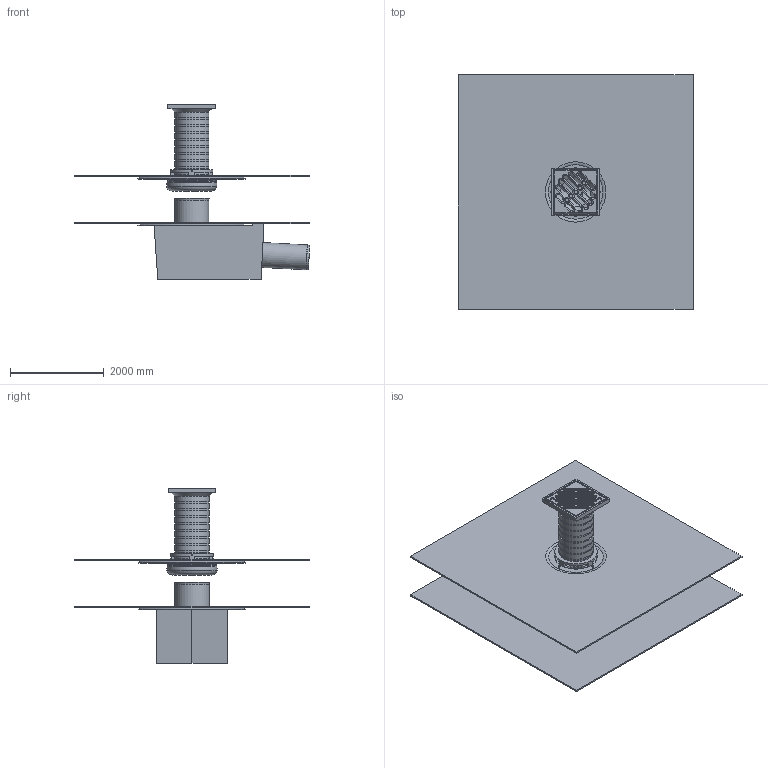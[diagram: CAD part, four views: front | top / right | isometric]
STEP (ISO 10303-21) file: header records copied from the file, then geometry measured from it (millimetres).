
FILE_DESCRIPTION(/* description */ (''),/* implementation_level */ '2;1');
FILE_NAME(/* name */ '15582.050X_3D.stp',/* time_stamp */ '2024-12-12T06:54:40+01:00',/* author */ ('CAD'),/* organization */ (''),/* preprocessor_version */ 'ST-DEVELOPER v20',/* originating_system */ 'AutoCAD Mechanical',/* authorisation */ '');
FILE_SCHEMA (('AUTOMOTIVE_DESIGN { 1 0 10303 214 3 1 1 }'));
Length unit declared in the file: centimetre
Products named in the file (2): Product; *S0
Assembly tree (1 placements, depth 2):
  Product
    *S0
Bounding box: 5013.61 x 5000 x 3726.3 mm (x, y, z)
Volume: 4900741311.4 mm3; surface area: 176178540.3 mm2
Topology: 18 solids, 18 shells, 688 faces, 1680 edges, 1065 vertices
Faces by surface type: plane 220, cylinder 215, torus 139, cone 84, sphere 22, bspline 8
Full cylindrical faces by diameter (mm): 20 x16, 35 x2, 80 x4, 85 x2, 499.993 x2, 529.993 x2, 530 x1, 698 x1, 720 x8, 730 x11, 736 x1, 770 x4, 810 x3, 885 x2, 900 x1, 901 x2, 905 x2, 953.818 x2, 965 x4, 980 x1, 1000 x1, 1030 x1
Entity records: 22684 total; most frequent: CARTESIAN_POINT 5737, DIRECTION 3797, ORIENTED_EDGE 3346, EDGE_CURVE 1673, AXIS2_PLACEMENT_3D 1550, VERTEX_POINT 1057, CIRCLE 859, EDGE_LOOP 810
